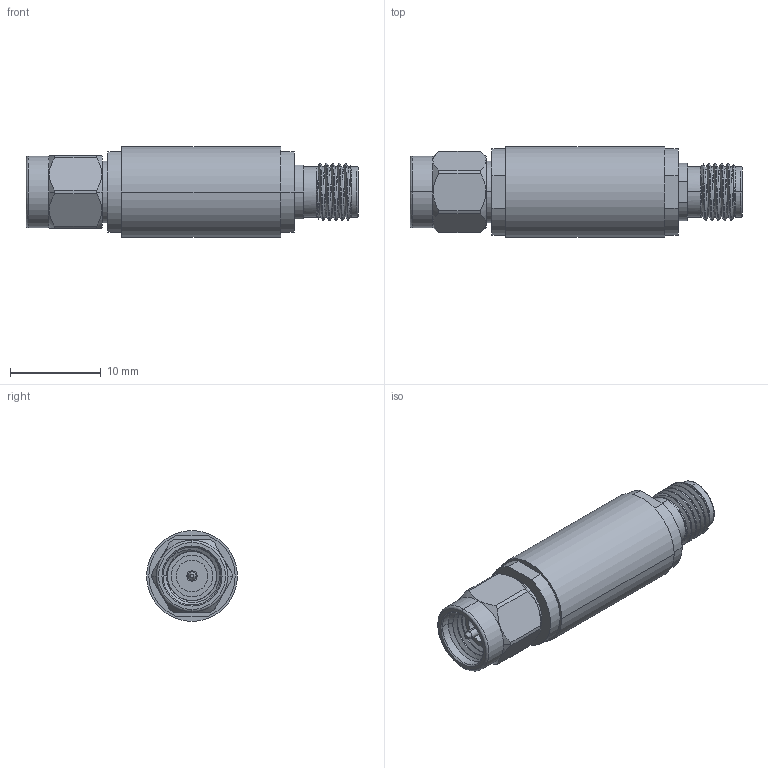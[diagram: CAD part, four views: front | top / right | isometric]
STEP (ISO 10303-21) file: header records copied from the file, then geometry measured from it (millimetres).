
FILE_DESCRIPTION (( 'STEP AP214' ), '1' );
FILE_NAME ('FMAT7471-9_3D.step', '2023-12-21T05:59:50', ( '' ), ( '' ), 'SwSTEP 2.0', 'SolidWorks 2022', '' );
FILE_SCHEMA (( 'AUTOMOTIVE_DESIGN' ));
Length unit declared in the file: inch
Products named in the file (4): FMAT7471-9_3D; FMAT7471_MA3_3.5 Female; FMAT7471_MA1_Center Rod; FMAT7471_MA2_3.5 Male
Assembly tree (3 placements, depth 2):
  FMAT7471-9_3D
    FMAT7471_MA2_3.5 Male
    FMAT7471_MA1_Center Rod
    FMAT7471_MA3_3.5 Female
Bounding box: 36.54 x 10 x 10 mm (x, y, z)
Volume: 2038.9 mm3; surface area: 1664.7 mm2
Topology: 3 solids, 3 shells, 135 faces, 333 edges, 216 vertices
Faces by surface type: cylinder 64, plane 39, cone 22, bspline 6, torus 4
Entity records: 7246 total; most frequent: CARTESIAN_POINT 4002, ORIENTED_EDGE 666, DIRECTION 637, EDGE_CURVE 333, AXIS2_PLACEMENT_3D 257, VERTEX_POINT 216, EDGE_LOOP 147, FACE_OUTER_BOUND 135
